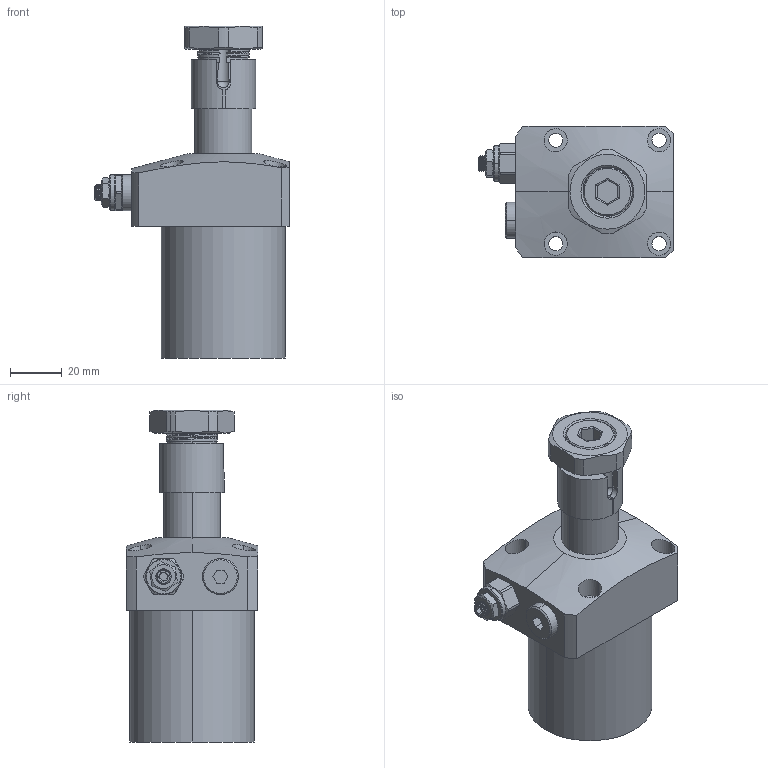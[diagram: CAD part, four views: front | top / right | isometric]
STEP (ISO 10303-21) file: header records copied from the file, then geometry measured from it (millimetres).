
FILE_DESCRIPTION (( 'STEP AP203' ), '1' );
FILE_NAME ('CHA-048SRx90C.STEP', '2019-12-06T08:32:54', ( '' ), ( '' ), 'SwSTEP 2.0', 'SolidWorks 2017', '' );
FILE_SCHEMA (( 'CONFIG_CONTROL_DESIGN' ));
Length unit declared in the file: millimetre
Products named in the file (7): CHA-048SRx90C; CHA-048蹟譫_1; CHA-048S活塞杆; CZL10覃厒概; CHA-048掛极; G1-8黑芛; CHA-048S袪杶
Assembly tree (6 placements, depth 2):
  CHA-048SRx90C
    CHA-048掛极
    CHA-048S活塞杆
    CZL10覃厒概
    G1-8黑芛
    CHA-048S袪杶
    CHA-048蹟譫_1
Bounding box: 75.3 x 51 x 128.5 mm (x, y, z)
Volume: 178587.1 mm3; surface area: 45451.9 mm2
Topology: 10 solids, 10 shells, 567 faces, 1524 edges, 990 vertices
Faces by surface type: cylinder 248, plane 125, cone 93, bspline 82, torus 19
Entity records: 40628 total; most frequent: CARTESIAN_POINT 27124, ORIENTED_EDGE 3028, DIRECTION 2296, EDGE_CURVE 1514, VERTEX_POINT 984, AXIS2_PLACEMENT_3D 899, EDGE_LOOP 618, FACE_OUTER_BOUND 567
